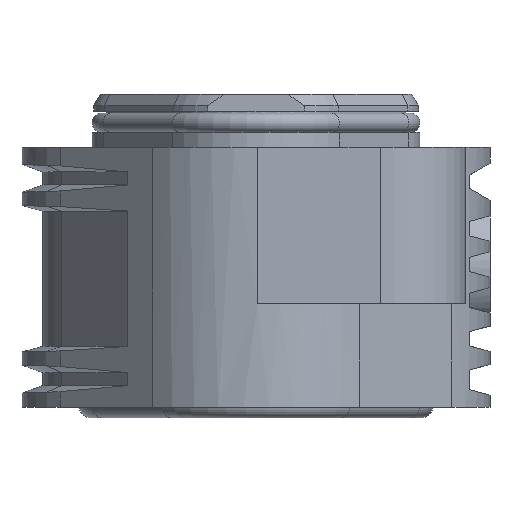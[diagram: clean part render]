
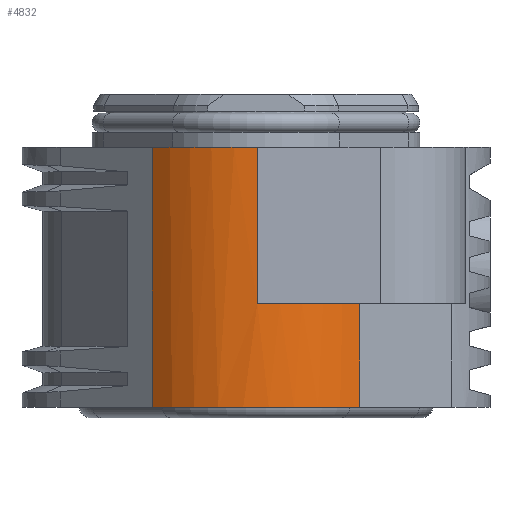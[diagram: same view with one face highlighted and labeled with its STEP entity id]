
A CAD part, front view. The second image highlights one B-rep face of the part: STEP entity #4832.
In plain terms, the highlighted cylindrical face has radius 11.281 mm (diameter 22.562 mm), a partial arc.
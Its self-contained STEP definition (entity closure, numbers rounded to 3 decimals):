
#4789=AXIS2_PLACEMENT_3D('Cylinder Axis2P3D',#4786,#4787,#4788) ;
#4802=AXIS2_PLACEMENT_3D('Circle Axis2P3D',#4800,#4801,$) ;
#4816=AXIS2_PLACEMENT_3D('Circle Axis2P3D',#4814,#4815,$) ;
#4821=AXIS2_PLACEMENT_3D('Circle Axis2P3D',#4819,#4820,$) ;
#4619=CARTESIAN_POINT('Line Origine',(10.023,3.304,10.8)) ;
#4623=CARTESIAN_POINT('Vertex',(10.023,3.304,0.8)) ;
#4625=CARTESIAN_POINT('Vertex',(10.023,3.304,20.8)) ;
#4786=CARTESIAN_POINT('Axis2P3D Location',(18.,11.281,10.65)) ;
#4791=CARTESIAN_POINT('Line Origine',(25.977,3.304,10.65)) ;
#4795=CARTESIAN_POINT('Vertex',(25.977,3.304,0.8)) ;
#4797=CARTESIAN_POINT('Vertex',(25.977,3.304,8.8)) ;
#4800=CARTESIAN_POINT('Axis2P3D Location',(18.,11.281,8.8)) ;
#4804=CARTESIAN_POINT('Vertex',(18.098,0.,8.8)) ;
#4807=CARTESIAN_POINT('Line Origine',(18.098,0.,10.65)) ;
#4811=CARTESIAN_POINT('Vertex',(18.098,0.,20.8)) ;
#4814=CARTESIAN_POINT('Axis2P3D Location',(18.,11.281,20.8)) ;
#4819=CARTESIAN_POINT('Axis2P3D Location',(18.,11.281,0.8)) ;
#4620=DIRECTION('Vector Direction',(0.,0.,1.)) ;
#4787=DIRECTION('Axis2P3D Direction',(-0.,0.,1.)) ;
#4788=DIRECTION('Axis2P3D XDirection',(-0.707,-0.707,0.)) ;
#4792=DIRECTION('Vector Direction',(0.,0.,1.)) ;
#4801=DIRECTION('Axis2P3D Direction',(-0.,0.,1.)) ;
#4808=DIRECTION('Vector Direction',(0.,0.,1.)) ;
#4815=DIRECTION('Axis2P3D Direction',(-0.,0.,1.)) ;
#4820=DIRECTION('Axis2P3D Direction',(-0.,0.,1.)) ;
#4621=VECTOR('Line Direction',#4620,1.) ;
#4793=VECTOR('Line Direction',#4792,1.) ;
#4809=VECTOR('Line Direction',#4808,1.) ;
#4825=ORIENTED_EDGE('',*,*,#4799,.T.) ;
#4826=ORIENTED_EDGE('',*,*,#4806,.T.) ;
#4827=ORIENTED_EDGE('',*,*,#4813,.F.) ;
#4828=ORIENTED_EDGE('',*,*,#4818,.F.) ;
#4829=ORIENTED_EDGE('',*,*,#4627,.F.) ;
#4830=ORIENTED_EDGE('',*,*,#4823,.F.) ;
#4832=ADVANCED_FACE('Hauptk\X2\00F6\X0\rper',(#4831),#4790,.T.) ;
#4803=CIRCLE('generated circle',#4802,11.281) ;
#4817=CIRCLE('generated circle',#4816,11.281) ;
#4822=CIRCLE('generated circle',#4821,11.281) ;
#4790=CYLINDRICAL_SURFACE('generated cylinder',#4789,11.281) ;
#4627=EDGE_CURVE('',#4624,#4626,#4622,.T.) ;
#4799=EDGE_CURVE('',#4796,#4798,#4794,.T.) ;
#4806=EDGE_CURVE('',#4798,#4805,#4803,.F.) ;
#4813=EDGE_CURVE('',#4812,#4805,#4810,.F.) ;
#4818=EDGE_CURVE('',#4626,#4812,#4817,.T.) ;
#4823=EDGE_CURVE('',#4796,#4624,#4822,.F.) ;
#4824=EDGE_LOOP('',(#4825,#4826,#4827,#4828,#4829,#4830)) ;
#4831=FACE_OUTER_BOUND('',#4824,.T.) ;
#4622=LINE('Line',#4619,#4621) ;
#4794=LINE('Line',#4791,#4793) ;
#4810=LINE('Line',#4807,#4809) ;
#4624=VERTEX_POINT('',#4623) ;
#4626=VERTEX_POINT('',#4625) ;
#4796=VERTEX_POINT('',#4795) ;
#4798=VERTEX_POINT('',#4797) ;
#4805=VERTEX_POINT('',#4804) ;
#4812=VERTEX_POINT('',#4811) ;
